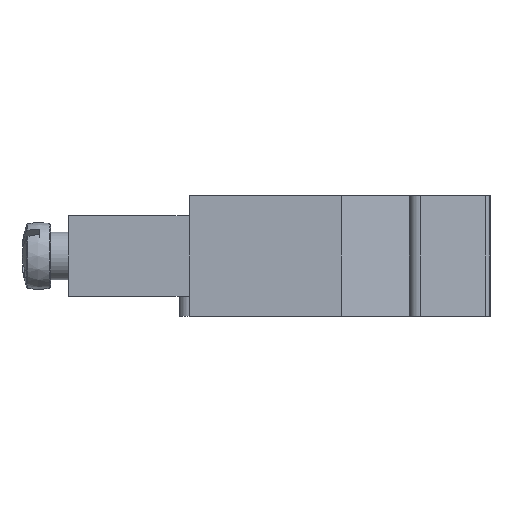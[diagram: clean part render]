
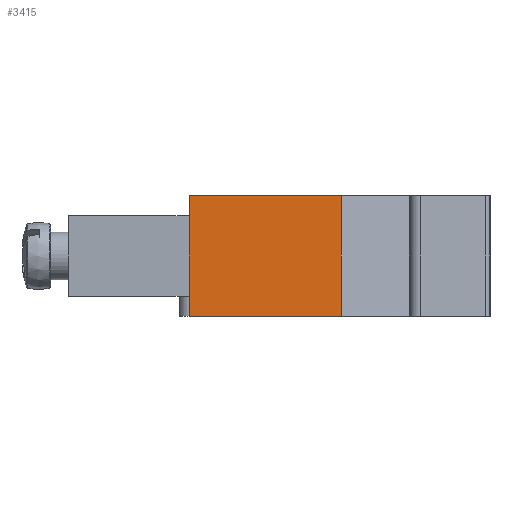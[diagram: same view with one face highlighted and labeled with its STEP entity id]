
A CAD part, left-side view. The second image highlights one B-rep face of the part: STEP entity #3415.
In plain terms, the highlighted face is planar.
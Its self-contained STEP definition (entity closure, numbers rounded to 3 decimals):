
#179=LINE('',#5986,#371);
#251=LINE('',#6209,#443);
#273=LINE('',#6259,#465);
#274=LINE('',#6261,#466);
#275=LINE('',#6262,#467);
#371=VECTOR('',#4404,15.149);
#443=VECTOR('',#4606,15.149);
#465=VECTOR('',#4656,12.);
#466=VECTOR('',#4657,10.);
#467=VECTOR('',#4658,2.);
#544=PLANE('',#3781);
#1089=FACE_OUTER_BOUND('',#1420,.T.);
#1420=EDGE_LOOP('',(#2866,#2867,#2868,#2869,#2870));
#1694=VERTEX_POINT('',#5983);
#1695=VERTEX_POINT('',#5985);
#1757=VERTEX_POINT('',#6159);
#1781=VERTEX_POINT('',#6207);
#1796=VERTEX_POINT('',#6260);
#2037=EDGE_CURVE('',#1695,#1694,#179,.T.);
#2147=EDGE_CURVE('',#1781,#1757,#251,.T.);
#2175=EDGE_CURVE('',#1781,#1695,#273,.T.);
#2176=EDGE_CURVE('',#1694,#1796,#274,.T.);
#2177=EDGE_CURVE('',#1796,#1757,#275,.T.);
#2866=ORIENTED_EDGE('',*,*,#2175,.T.);
#2867=ORIENTED_EDGE('',*,*,#2037,.T.);
#2868=ORIENTED_EDGE('',*,*,#2176,.T.);
#2869=ORIENTED_EDGE('',*,*,#2177,.T.);
#2870=ORIENTED_EDGE('',*,*,#2147,.F.);
#3415=ADVANCED_FACE('',(#1089),#544,.T.);
#3781=AXIS2_PLACEMENT_3D('',#6258,#4654,#4655);
#4404=DIRECTION('',(0.,1.,0.));
#4606=DIRECTION('',(0.,1.,0.));
#4654=DIRECTION('center_axis',(1.,0.,0.));
#4655=DIRECTION('ref_axis',(0.,1.,0.));
#4656=DIRECTION('',(0.,0.,-1.));
#4657=DIRECTION('',(0.,0.,1.));
#4658=DIRECTION('',(0.,0.,1.));
#5983=CARTESIAN_POINT('',(44.,0.,-12.));
#5985=CARTESIAN_POINT('',(44.,-15.149,-12.));
#5986=CARTESIAN_POINT('',(44.,0.,-12.));
#6159=CARTESIAN_POINT('',(44.,0.,0.));
#6207=CARTESIAN_POINT('',(44.,-15.149,0.));
#6209=CARTESIAN_POINT('',(44.,-22.964,0.));
#6258=CARTESIAN_POINT('Origin',(44.,0.,-12.));
#6259=CARTESIAN_POINT('',(44.,-15.149,-12.));
#6260=CARTESIAN_POINT('',(44.,0.,-2.));
#6261=CARTESIAN_POINT('',(44.,0.,-12.));
#6262=CARTESIAN_POINT('',(44.,0.,-12.));
